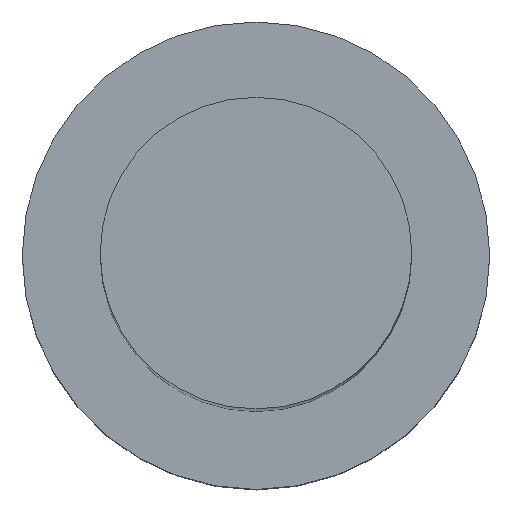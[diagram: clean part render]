
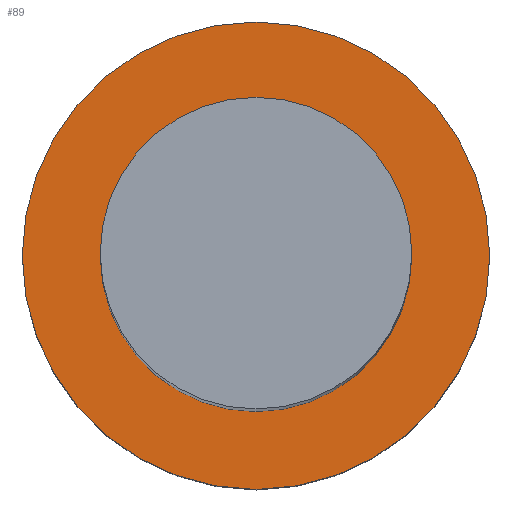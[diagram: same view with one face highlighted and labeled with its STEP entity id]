
A CAD part, top view. The second image highlights one B-rep face of the part: STEP entity #89.
In plain terms, the highlighted planar face has unit normal (0, 0, 1).
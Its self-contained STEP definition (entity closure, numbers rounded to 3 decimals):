
#89=ADVANCED_FACE('',(#150,#152),#154,.F.);
#150=FACE_BOUND('',#151,.T.);
#151=EDGE_LOOP('',(#182));
#152=FACE_BOUND('',#153,.T.);
#153=EDGE_LOOP('',(#183));
#154=PLANE('',#155);
#155=AXIS2_PLACEMENT_3D('',#156,#157,#158);
#156=CARTESIAN_POINT('',(0.,0.,0.));
#157=DIRECTION('',(0.,0.,-1.));
#158=DIRECTION('',(1.,0.,0.));
#182=ORIENTED_EDGE('',*,*,#190,.F.);
#183=ORIENTED_EDGE('',*,*,#191,.T.);
#190=EDGE_CURVE('',#199,#199,#200,.T.);
#191=EDGE_CURVE('',#201,#201,#202,.T.);
#199=VERTEX_POINT('',#220);
#200=CIRCLE('',#221,3.);
#201=VERTEX_POINT('',#225);
#202=CIRCLE('',#226,2.);
#220=CARTESIAN_POINT('',(3.,0.,0.));
#221=AXIS2_PLACEMENT_3D('',#222,#223,#224);
#222=CARTESIAN_POINT('',(0.,0.,0.));
#223=DIRECTION('',(0.,0.,-1.));
#224=DIRECTION('',(1.,0.,0.));
#225=CARTESIAN_POINT('',(0.,2.,0.));
#226=AXIS2_PLACEMENT_3D('',#227,#228,#229);
#227=CARTESIAN_POINT('',(0.,0.,0.));
#228=DIRECTION('',(0.,0.,-1.));
#229=DIRECTION('',(0.,1.,0.));
